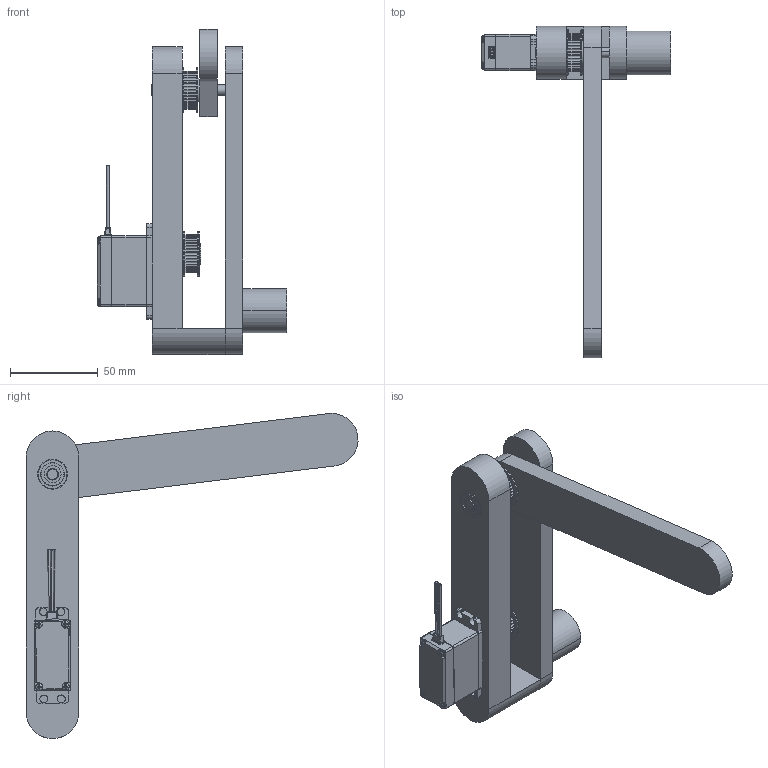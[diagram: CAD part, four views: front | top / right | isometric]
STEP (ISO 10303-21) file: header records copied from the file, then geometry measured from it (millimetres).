
FILE_DESCRIPTION((''),'2;1');
FILE_NAME('LEG_ASSEMBLY_ASM','2023-06-22T10:41:39',('Lenovo'),(''),'CREO PARAMETRIC BY PTC INC, 2022073','CREO PARAMETRIC BY PTC INC, 2022073','');
FILE_SCHEMA(('CONFIG_CONTROL_DESIGN'));
Length unit declared in the file: millimetre
Products named in the file (8): INNER_FEMUR; OUTER_FEMUR; TIBIA; 17MM_BEARING; SERVO; PULLEY; SERVO_AND_PULLEY_ASM; LEG_ASSEMBLY_ASM
Assembly tree (7 placements, depth 3):
  LEG_ASSEMBLY_ASM
    INNER_FEMUR
    OUTER_FEMUR
    TIBIA
    17MM_BEARING
    SERVO_AND_PULLEY_ASM
      SERVO
      PULLEY
Bounding box: 107.81 x 188.88 x 185.01 mm (x, y, z)
Volume: 238117.2 mm3; surface area: 68500.9 mm2
Topology: 19 solids, 28 shells, 1091 faces, 3066 edges, 1981 vertices
Faces by surface type: cylinder 493, plane 285, cone 93, bspline 80, sphere 76, torus 62, extrusion 2
Entity records: 43681 total; most frequent: CARTESIAN_POINT 15631, DIRECTION 6014, ORIENTED_EDGE 5930, EDGE_CURVE 2980, AXIS2_PLACEMENT_3D 2496, VERTEX_POINT 1981, CIRCLE 1468, EDGE_LOOP 1157
